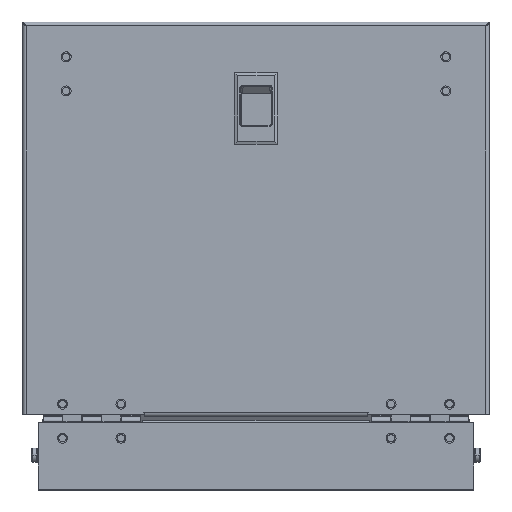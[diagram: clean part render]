
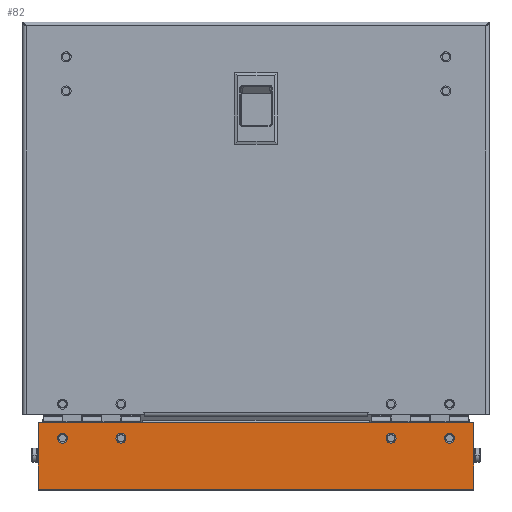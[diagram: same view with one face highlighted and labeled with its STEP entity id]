
A CAD part, top view. The second image highlights one B-rep face of the part: STEP entity #82.
In plain terms, the highlighted planar face has unit normal (0, 0, 1).
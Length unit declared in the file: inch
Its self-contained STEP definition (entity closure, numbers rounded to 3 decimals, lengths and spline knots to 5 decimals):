
#82 = ADVANCED_FACE ( 'NONE', ( #6332, #21759, #66515, #59728, #26758 ), #49658, .T. ) ;
#464 = AXIS2_PLACEMENT_3D ( 'NONE', #65822, #43579, #939 ) ;
#835 = CIRCLE ( 'NONE', #13414, 0.0965 ) ;
#939 = DIRECTION ( 'NONE',  ( 1., 0., 0. ) ) ;
#1280 = VERTEX_POINT ( 'NONE', #67926 ) ;
#1434 = CARTESIAN_POINT ( 'NONE',  ( -5.59375, -0.85938, 4.95313 ) ) ;
#2326 = ORIENTED_EDGE ( 'NONE', *, *, #17421, .F. ) ;
#2352 = DIRECTION ( 'NONE',  ( 1., 0., 0. ) ) ;
#3248 = ORIENTED_EDGE ( 'NONE', *, *, #8204, .F. ) ;
#3393 = CIRCLE ( 'NONE', #31939, 0.0965 ) ;
#3568 = VERTEX_POINT ( 'NONE', #43556 ) ;
#4624 = CARTESIAN_POINT ( 'NONE',  ( 3.37225, 0.45313, 4.95313 ) ) ;
#4872 = VERTEX_POINT ( 'NONE', #1434 ) ;
#6332 = FACE_BOUND ( 'NONE', #36377, .T. ) ;
#7039 = DIRECTION ( 'NONE',  ( 0., 0., 1. ) ) ;
#8204 = EDGE_CURVE ( 'NONE', #15286, #27511, #13372, .T. ) ;
#8578 = CARTESIAN_POINT ( 'NONE',  ( -5.06525, 0.45313, 4.95313 ) ) ;
#8977 = VERTEX_POINT ( 'NONE', #4624 ) ;
#10102 = CARTESIAN_POINT ( 'NONE',  ( 4.96875, 0.45313, 4.95313 ) ) ;
#11323 = LINE ( 'NONE', #28125, #34039 ) ;
#13174 = ORIENTED_EDGE ( 'NONE', *, *, #15937, .F. ) ;
#13372 = CIRCLE ( 'NONE', #67137, 0.0965 ) ;
#13414 = AXIS2_PLACEMENT_3D ( 'NONE', #39486, #61371, #28734 ) ;
#15286 = VERTEX_POINT ( 'NONE', #33068 ) ;
#15300 = ORIENTED_EDGE ( 'NONE', *, *, #27989, .F. ) ;
#15855 = DIRECTION ( 'NONE',  ( 0., 0., 1. ) ) ;
#15937 = EDGE_CURVE ( 'NONE', #59363, #56812, #24727, .T. ) ;
#16815 = VECTOR ( 'NONE', #44938, 39.37008 ) ;
#17421 = EDGE_CURVE ( 'NONE', #8977, #1280, #30318, .T. ) ;
#18792 = DIRECTION ( 'NONE',  ( 0., -1., 0. ) ) ;
#19343 = DIRECTION ( 'NONE',  ( -1., 0., 0. ) ) ;
#19662 = DIRECTION ( 'NONE',  ( 0., 0., 1. ) ) ;
#19738 = ORIENTED_EDGE ( 'NONE', *, *, #63872, .T. ) ;
#21379 = EDGE_CURVE ( 'NONE', #46647, #4872, #67525, .T. ) ;
#21759 = FACE_BOUND ( 'NONE', #39623, .T. ) ;
#21942 = EDGE_CURVE ( 'NONE', #56812, #59363, #30345, .T. ) ;
#23610 = ORIENTED_EDGE ( 'NONE', *, *, #21379, .F. ) ;
#24727 = CIRCLE ( 'NONE', #53302, 0.0965 ) ;
#26340 = EDGE_LOOP ( 'NONE', ( #13174, #70205 ) ) ;
#26758 = FACE_OUTER_BOUND ( 'NONE', #44189, .T. ) ;
#27511 = VERTEX_POINT ( 'NONE', #37140 ) ;
#27535 = CARTESIAN_POINT ( 'NONE',  ( 5.59375, 0.85938, 4.95313 ) ) ;
#27679 = CIRCLE ( 'NONE', #52966, 0.0965 ) ;
#27989 = EDGE_CURVE ( 'NONE', #1280, #8977, #835, .T. ) ;
#28125 = CARTESIAN_POINT ( 'NONE',  ( -5.59375, 0.85938, 4.95313 ) ) ;
#28512 = VECTOR ( 'NONE', #19343, 39.37008 ) ;
#28734 = DIRECTION ( 'NONE',  ( 1., 0., 0. ) ) ;
#29091 = DIRECTION ( 'NONE',  ( 1., 0., 0. ) ) ;
#30318 = CIRCLE ( 'NONE', #50945, 0.0965 ) ;
#30345 = CIRCLE ( 'NONE', #60175, 0.0965 ) ;
#30682 = CIRCLE ( 'NONE', #70801, 0.0965 ) ;
#31872 = EDGE_CURVE ( 'NONE', #59759, #66764, #3393, .T. ) ;
#31885 = CARTESIAN_POINT ( 'NONE',  ( -3.46875, 0.45313, 4.95313 ) ) ;
#31939 = AXIS2_PLACEMENT_3D ( 'NONE', #50602, #34483, #29091 ) ;
#32531 = LINE ( 'NONE', #27535, #68910 ) ;
#33068 = CARTESIAN_POINT ( 'NONE',  ( 4.87225, 0.45313, 4.95313 ) ) ;
#34039 = VECTOR ( 'NONE', #18792, 39.37008 ) ;
#34483 = DIRECTION ( 'NONE',  ( 0., 0., 1. ) ) ;
#36377 = EDGE_LOOP ( 'NONE', ( #63793, #3248 ) ) ;
#37140 = CARTESIAN_POINT ( 'NONE',  ( 5.06525, 0.45313, 4.95313 ) ) ;
#37500 = CARTESIAN_POINT ( 'NONE',  ( 5.59375, 0.85938, 4.95313 ) ) ;
#37991 = DIRECTION ( 'NONE',  ( 0., 0., 1. ) ) ;
#38160 = EDGE_CURVE ( 'NONE', #27511, #15286, #27679, .T. ) ;
#39486 = CARTESIAN_POINT ( 'NONE',  ( 3.46875, 0.45313, 4.95313 ) ) ;
#39623 = EDGE_LOOP ( 'NONE', ( #15300, #2326 ) ) ;
#39943 = EDGE_CURVE ( 'NONE', #66764, #59759, #30682, .T. ) ;
#40517 = CARTESIAN_POINT ( 'NONE',  ( 5.59375, -0.85938, 4.95313 ) ) ;
#41478 = DIRECTION ( 'NONE',  ( 1., 0., 0. ) ) ;
#42559 = CARTESIAN_POINT ( 'NONE',  ( -3.46875, 0.45313, 4.95313 ) ) ;
#43286 = DIRECTION ( 'NONE',  ( 1., 0., 0. ) ) ;
#43556 = CARTESIAN_POINT ( 'NONE',  ( -5.59375, 0.85938, 4.95313 ) ) ;
#43579 = DIRECTION ( 'NONE',  ( 0., 0., 1. ) ) ;
#44007 = ORIENTED_EDGE ( 'NONE', *, *, #64934, .T. ) ;
#44189 = EDGE_LOOP ( 'NONE', ( #23610, #61415, #44007, #19738 ) ) ;
#44938 = DIRECTION ( 'NONE',  ( -1., 0., 0. ) ) ;
#46647 = VERTEX_POINT ( 'NONE', #40517 ) ;
#46855 = CARTESIAN_POINT ( 'NONE',  ( -4.96875, 0.45313, 4.95313 ) ) ;
#47241 = CARTESIAN_POINT ( 'NONE',  ( -5.59375, 0.85938, 4.95313 ) ) ;
#47828 = CARTESIAN_POINT ( 'NONE',  ( -4.87225, 0.45313, 4.95313 ) ) ;
#49142 = DIRECTION ( 'NONE',  ( 1., 0., 0. ) ) ;
#49658 = PLANE ( 'NONE',  #464 ) ;
#50055 = ORIENTED_EDGE ( 'NONE', *, *, #31872, .F. ) ;
#50602 = CARTESIAN_POINT ( 'NONE',  ( -4.96875, 0.45313, 4.95313 ) ) ;
#50945 = AXIS2_PLACEMENT_3D ( 'NONE', #56120, #7039, #2352 ) ;
#52174 = VERTEX_POINT ( 'NONE', #37500 ) ;
#52255 = ORIENTED_EDGE ( 'NONE', *, *, #39943, .F. ) ;
#52966 = AXIS2_PLACEMENT_3D ( 'NONE', #58040, #54080, #69154 ) ;
#53302 = AXIS2_PLACEMENT_3D ( 'NONE', #42559, #54758, #43286 ) ;
#54080 = DIRECTION ( 'NONE',  ( 0., 0., 1. ) ) ;
#54758 = DIRECTION ( 'NONE',  ( 0., 0., 1. ) ) ;
#56120 = CARTESIAN_POINT ( 'NONE',  ( 3.46875, 0.45313, 4.95313 ) ) ;
#56812 = VERTEX_POINT ( 'NONE', #65390 ) ;
#57415 = EDGE_LOOP ( 'NONE', ( #50055, #52255 ) ) ;
#58040 = CARTESIAN_POINT ( 'NONE',  ( 4.96875, 0.45313, 4.95313 ) ) ;
#59063 = DIRECTION ( 'NONE',  ( 0., -1., 0. ) ) ;
#59363 = VERTEX_POINT ( 'NONE', #61967 ) ;
#59728 = FACE_BOUND ( 'NONE', #57415, .T. ) ;
#59759 = VERTEX_POINT ( 'NONE', #47828 ) ;
#60175 = AXIS2_PLACEMENT_3D ( 'NONE', #31885, #37991, #64890 ) ;
#60953 = LINE ( 'NONE', #47241, #28512 ) ;
#61371 = DIRECTION ( 'NONE',  ( 0., 0., 1. ) ) ;
#61415 = ORIENTED_EDGE ( 'NONE', *, *, #66910, .F. ) ;
#61814 = CARTESIAN_POINT ( 'NONE',  ( -5.59375, -0.85938, 4.95313 ) ) ;
#61967 = CARTESIAN_POINT ( 'NONE',  ( -3.37225, 0.45313, 4.95313 ) ) ;
#63793 = ORIENTED_EDGE ( 'NONE', *, *, #38160, .F. ) ;
#63872 = EDGE_CURVE ( 'NONE', #3568, #4872, #11323, .T. ) ;
#64890 = DIRECTION ( 'NONE',  ( 1., 0., 0. ) ) ;
#64934 = EDGE_CURVE ( 'NONE', #52174, #3568, #60953, .T. ) ;
#65390 = CARTESIAN_POINT ( 'NONE',  ( -3.56525, 0.45313, 4.95313 ) ) ;
#65822 = CARTESIAN_POINT ( 'NONE',  ( -5.59375, 0.85938, 4.95313 ) ) ;
#66515 = FACE_BOUND ( 'NONE', #26340, .T. ) ;
#66764 = VERTEX_POINT ( 'NONE', #8578 ) ;
#66910 = EDGE_CURVE ( 'NONE', #52174, #46647, #32531, .T. ) ;
#67137 = AXIS2_PLACEMENT_3D ( 'NONE', #10102, #15855, #49142 ) ;
#67525 = LINE ( 'NONE', #61814, #16815 ) ;
#67926 = CARTESIAN_POINT ( 'NONE',  ( 3.56525, 0.45313, 4.95313 ) ) ;
#68910 = VECTOR ( 'NONE', #59063, 39.37008 ) ;
#69154 = DIRECTION ( 'NONE',  ( 1., 0., 0. ) ) ;
#70205 = ORIENTED_EDGE ( 'NONE', *, *, #21942, .F. ) ;
#70801 = AXIS2_PLACEMENT_3D ( 'NONE', #46855, #19662, #41478 ) ;
